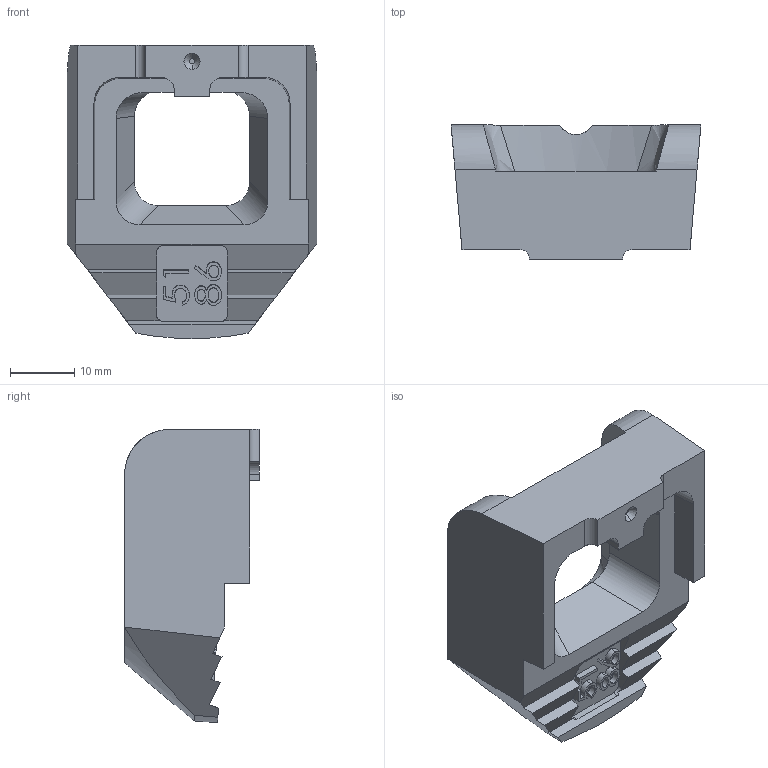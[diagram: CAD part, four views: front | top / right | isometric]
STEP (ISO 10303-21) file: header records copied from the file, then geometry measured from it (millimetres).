
FILE_DESCRIPTION (( 'STEP AP214' ), '1' );
FILE_NAME ('Typ A kurz M16.STEP', '2008-02-15T12:19:53', ( 'Schütte' ), ( ' ' ), 'SwSTEP 2.0', 'SolidWorks 2008', '' );
FILE_SCHEMA (( 'AUTOMOTIVE_DESIGN' ));
Length unit declared in the file: millimetre
Products named in the file (1): Typ A kurz M16
Bounding box: 39 x 21 x 45.76 mm (x, y, z)
Volume: 14082.9 mm3; surface area: 6273.7 mm2
Topology: 1 solids, 1 shells, 240 faces, 647 edges, 429 vertices
Faces by surface type: plane 162, bspline 54, cylinder 19, cone 5
Entity records: 10510 total; most frequent: CARTESIAN_POINT 4908, ORIENTED_EDGE 1294, DIRECTION 899, EDGE_CURVE 647, VECTOR 475, LINE 475, VERTEX_POINT 429, EDGE_LOOP 262
